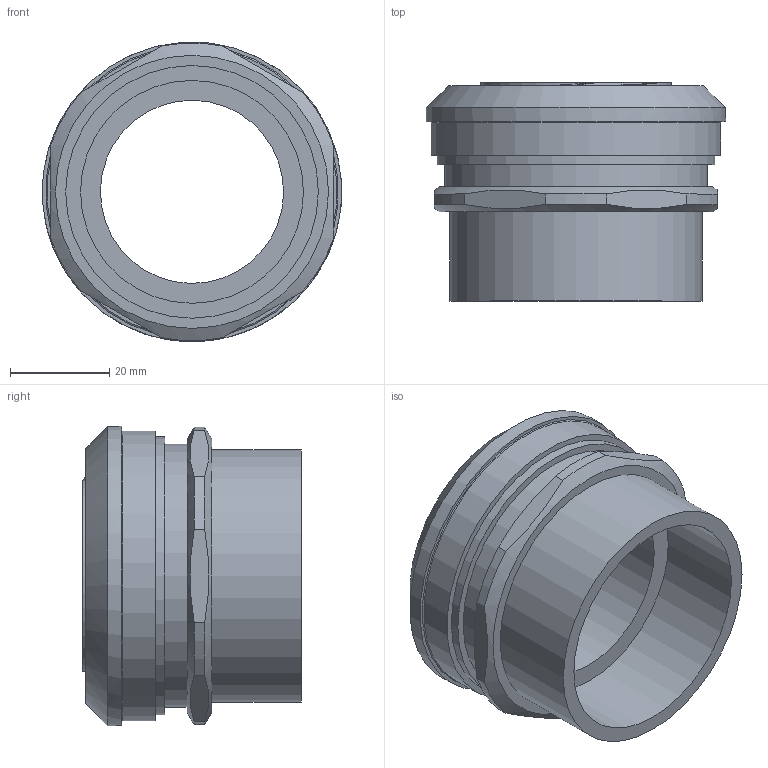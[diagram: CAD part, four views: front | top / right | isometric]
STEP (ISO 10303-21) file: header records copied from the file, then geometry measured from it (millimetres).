
FILE_DESCRIPTION(/* description */ (''),/* implementation_level */ '2;1');
FILE_NAME(/* name */ '',/* time_stamp */ '2025-10-07T16:57:16+07:00',/* author */ ('zeta-72'),/* organization */ (''),/* preprocessor_version */ 'ST-DEVELOPER v19.2',/* originating_system */ 'Autodesk Inventor 2024',/* authorisation */ '');
FILE_SCHEMA (('AUTOMOTIVE_DESIGN { 1 0 10303 214 3 1 1 }'));
Length unit declared in the file: millimetre
Products named in the file (1): Сборка МВВ-G
 1 1)2-МР40_Упростить_
1
Bounding box: 60.26 x 43.99 x 60.31 mm (x, y, z)
Volume: 30692 mm3; surface area: 23024.5 mm2
Topology: 1 solids, 1 shells, 39 faces, 84 edges, 55 vertices
Faces by surface type: plane 17, cylinder 15, cone 5, bspline 2
Full cylindrical faces by diameter (mm): 36.9 x1, 38.5 x1, 44.9 x1, 48.5 x1, 50.9 x1, 53 x1, 56 x1, 58.5 x1, 60.37 x1
Entity records: 1298 total; most frequent: CARTESIAN_POINT 365, DIRECTION 179, ORIENTED_EDGE 168, EDGE_CURVE 84, AXIS2_PLACEMENT_3D 77, VERTEX_POINT 55, EDGE_LOOP 49, FACE_OUTER_BOUND 39
